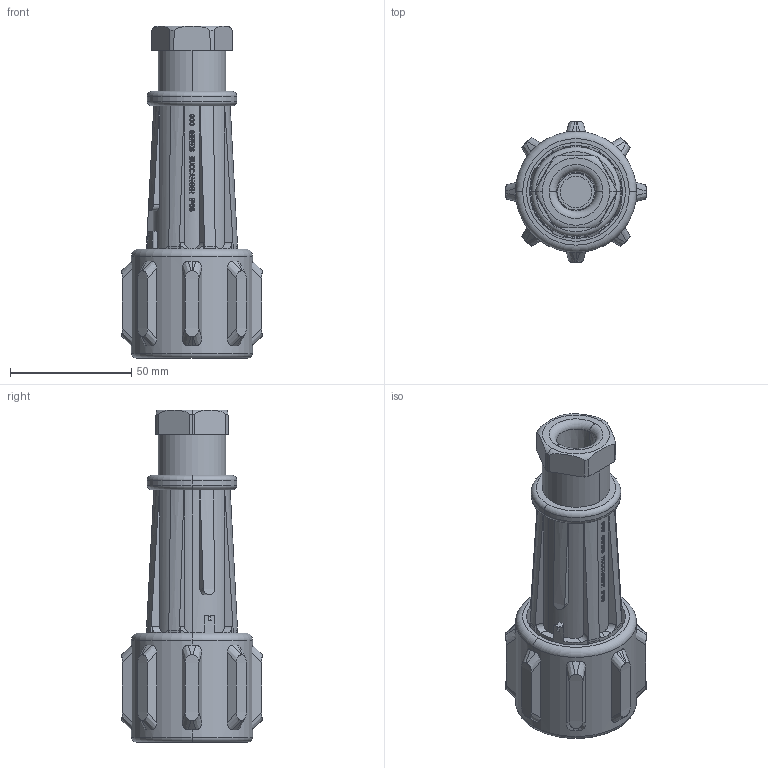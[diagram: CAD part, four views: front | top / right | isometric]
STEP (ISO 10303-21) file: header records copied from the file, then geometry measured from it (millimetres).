
FILE_DESCRIPTION(('STEP AP242'),'1');
FILE_NAME('px0911-10-p.stp','2024-02-15T13:21:21',('TraceParts'),('TraceParts S.A.'),'Spatial InterOp 3D',' ',' ');
FILE_SCHEMA(('AP242_MANAGED_MODEL_BASED_3D_ENGINEERING_MIM_LF {1 0 10303 442 1 1 4}'));
Length unit declared in the file: millimetre
Products named in the file (1): px0911-10-p_1
Bounding box: 58 x 58 x 137.1 mm (x, y, z)
Volume: 110480.6 mm3; surface area: 66748.6 mm2
Topology: 2 solids, 2 shells, 4475 faces, 12592 edges, 8330 vertices
Faces by surface type: plane 3940, cylinder 298, cone 128, bspline 56, torus 33, sphere 20
Entity records: 153294 total; most frequent: CARTESIAN_POINT 41313, ORIENTED_EDGE 25104, DIRECTION 20304, EDGE_CURVE 12552, LINE 9112, VECTOR 9112, VERTEX_POINT 8330, AXIS2_PLACEMENT_3D 5596
